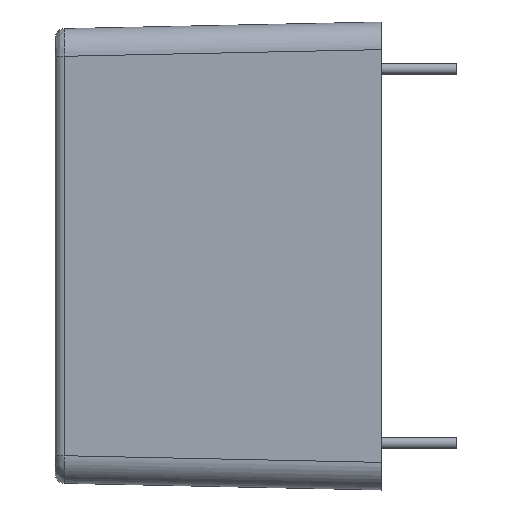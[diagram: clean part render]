
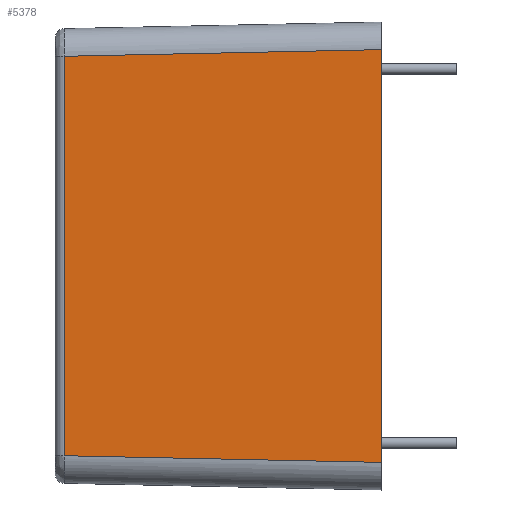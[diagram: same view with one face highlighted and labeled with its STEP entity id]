
A CAD part, left-side view. The second image highlights one B-rep face of the part: STEP entity #5378.
In plain terms, the highlighted planar face has unit normal (-1, 0.021, 0).
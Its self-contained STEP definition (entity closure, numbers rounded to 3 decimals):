
#286 = CARTESIAN_POINT ( 'NONE',  ( -12.339, 17.21, 10.84 ) ) ;
#358 = VECTOR ( 'NONE', #2530, 1000. ) ;
#361 = EDGE_CURVE ( 'NONE', #5945, #8258, #5993, .T. ) ;
#363 = VECTOR ( 'NONE', #8180, 1000. ) ;
#1050 = CARTESIAN_POINT ( 'NONE',  ( -12.7, 0., -11.2 ) ) ;
#1684 = PLANE ( 'NONE',  #4898 ) ;
#1782 = EDGE_CURVE ( 'NONE', #7264, #8258, #3186, .T. ) ;
#2530 = DIRECTION ( 'NONE',  ( -0.021, -1., 0.021 ) ) ;
#2605 = CARTESIAN_POINT ( 'NONE',  ( -12.7, 0., 11.2 ) ) ;
#2937 = ORIENTED_EDGE ( 'NONE', *, *, #1782, .T. ) ;
#3063 = VECTOR ( 'NONE', #5272, 1000. ) ;
#3186 = LINE ( 'NONE', #286, #3063 ) ;
#3339 = ORIENTED_EDGE ( 'NONE', *, *, #6424, .F. ) ;
#4183 = ORIENTED_EDGE ( 'NONE', *, *, #361, .F. ) ;
#4574 = DIRECTION ( 'NONE',  ( -1., 0.021, 0. ) ) ;
#4704 = DIRECTION ( 'NONE',  ( 0.021, 1., 0.021 ) ) ;
#4863 = VERTEX_POINT ( 'NONE', #2605 ) ;
#4875 = ORIENTED_EDGE ( 'NONE', *, *, #6803, .T. ) ;
#4898 = AXIS2_PLACEMENT_3D ( 'NONE', #6488, #4574, #7378 ) ;
#5176 = CARTESIAN_POINT ( 'NONE',  ( -12.7, 0., -11.2 ) ) ;
#5272 = DIRECTION ( 'NONE',  ( 0., 0., -1. ) ) ;
#5378 = ADVANCED_FACE ( 'NONE', ( #5951 ), #1684, .T. ) ;
#5380 = LINE ( 'NONE', #1050, #363 ) ;
#5945 = VERTEX_POINT ( 'NONE', #5176 ) ;
#5951 = FACE_OUTER_BOUND ( 'NONE', #8007, .T. ) ;
#5993 = LINE ( 'NONE', #8075, #6567 ) ;
#6056 = LINE ( 'NONE', #6143, #358 ) ;
#6095 = CARTESIAN_POINT ( 'NONE',  ( -12.339, 17.21, 10.84 ) ) ;
#6143 = CARTESIAN_POINT ( 'NONE',  ( -12.339, 17.21, 10.84 ) ) ;
#6159 = CARTESIAN_POINT ( 'NONE',  ( -12.339, 17.21, -10.84 ) ) ;
#6424 = EDGE_CURVE ( 'NONE', #7264, #4863, #6056, .T. ) ;
#6488 = CARTESIAN_POINT ( 'NONE',  ( -12.7, 0., -14.18 ) ) ;
#6567 = VECTOR ( 'NONE', #4704, 1000. ) ;
#6803 = EDGE_CURVE ( 'NONE', #5945, #4863, #5380, .T. ) ;
#7264 = VERTEX_POINT ( 'NONE', #6095 ) ;
#7378 = DIRECTION ( 'NONE',  ( 0., 0., 1. ) ) ;
#8007 = EDGE_LOOP ( 'NONE', ( #4183, #4875, #3339, #2937 ) ) ;
#8075 = CARTESIAN_POINT ( 'NONE',  ( -12.7, 0., -11.2 ) ) ;
#8180 = DIRECTION ( 'NONE',  ( 0., 0., 1. ) ) ;
#8258 = VERTEX_POINT ( 'NONE', #6159 ) ;
